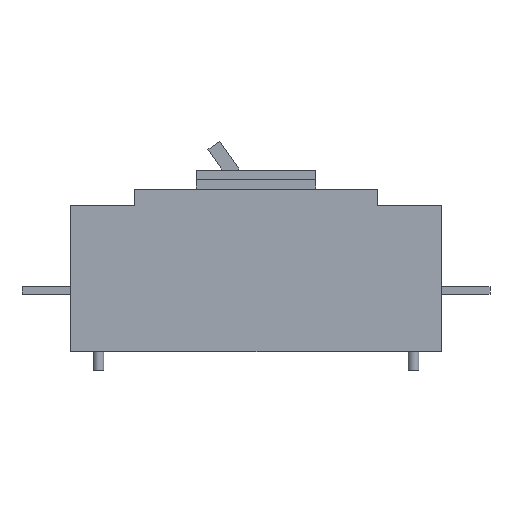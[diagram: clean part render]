
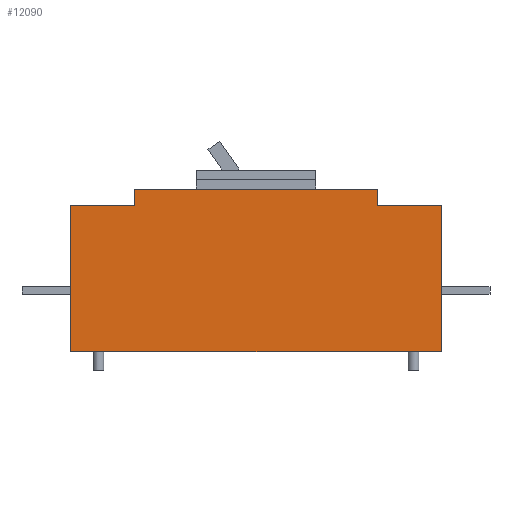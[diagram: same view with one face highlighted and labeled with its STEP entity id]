
A CAD part, left-side view. The second image highlights one B-rep face of the part: STEP entity #12090.
In plain terms, the highlighted planar face has unit normal (-1, 0, 0).
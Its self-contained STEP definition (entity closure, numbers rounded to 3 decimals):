
#11380=CARTESIAN_POINT('',(0.,118.166,0.));
#11390=DIRECTION('',(1.,-0.,0.));
#11400=DIRECTION('',(0.,0.,-1.));
#11410=AXIS2_PLACEMENT_3D('',#11380,#11390,#11400);
#11420=PLANE('',#11410);
#11430=CARTESIAN_POINT('',(0.,133.5,0.));
#11440=DIRECTION('',(0.,0.,-1.));
#11450=VECTOR('',#11440,1.);
#11460=LINE('',#11430,#11450);
#11470=CARTESIAN_POINT('',(0.,133.5,-24.));
#11480=VERTEX_POINT('',#11470);
#11490=CARTESIAN_POINT('',(0.,133.5,-31.));
#11500=VERTEX_POINT('',#11490);
#11510=EDGE_CURVE('',#11480,#11500,#11460,.T.);
#11520=ORIENTED_EDGE('',*,*,#11510,.T.);
#11530=CARTESIAN_POINT('',(0.,128.5,-24.));
#11540=DIRECTION('',(0.,1.,0.));
#11550=VECTOR('',#11540,1.);
#11560=LINE('',#11530,#11550);
#11570=CARTESIAN_POINT('',(0.,31.5,-24.));
#11580=VERTEX_POINT('',#11570);
#11590=EDGE_CURVE('',#11580,#11480,#11560,.T.);
#11600=ORIENTED_EDGE('',*,*,#11590,.T.);
#11610=CARTESIAN_POINT('',(0.,31.5,0.));
#11620=DIRECTION('',(0.,0.,-1.));
#11630=VECTOR('',#11620,1.);
#11640=LINE('',#11610,#11630);
#11650=CARTESIAN_POINT('',(0.,31.5,-31.));
#11660=VERTEX_POINT('',#11650);
#11670=EDGE_CURVE('',#11580,#11660,#11640,.T.);
#11680=ORIENTED_EDGE('',*,*,#11670,.F.);
#11690=CARTESIAN_POINT('',(0.,-5.,-31.));
#11700=DIRECTION('',(0.,-1.,0.));
#11710=VECTOR('',#11700,1.);
#11720=LINE('',#11690,#11710);
#11730=CARTESIAN_POINT('',(0.,5.,-31.));
#11740=VERTEX_POINT('',#11730);
#11750=EDGE_CURVE('',#11660,#11740,#11720,.T.);
#11760=ORIENTED_EDGE('',*,*,#11750,.F.);
#11770=CARTESIAN_POINT('',(0.,5.,0.));
#11780=DIRECTION('',(0.,0.,1.));
#11790=VECTOR('',#11780,1.);
#11800=LINE('',#11770,#11790);
#11810=CARTESIAN_POINT('',(0.,5.,-92.));
#11820=VERTEX_POINT('',#11810);
#11830=EDGE_CURVE('',#11820,#11740,#11800,.T.);
#11840=ORIENTED_EDGE('',*,*,#11830,.T.);
#11850=CARTESIAN_POINT('',(0.,0.,-92.));
#11860=DIRECTION('',(0.,1.,0.));
#11870=VECTOR('',#11860,1.);
#11880=LINE('',#11850,#11870);
#11890=CARTESIAN_POINT('',(0.,160.,-92.));
#11900=VERTEX_POINT('',#11890);
#11910=EDGE_CURVE('',#11820,#11900,#11880,.T.);
#11920=ORIENTED_EDGE('',*,*,#11910,.F.);
#11930=CARTESIAN_POINT('',(0.,160.,0.));
#11940=DIRECTION('',(0.,0.,1.));
#11950=VECTOR('',#11940,1.);
#11960=LINE('',#11930,#11950);
#11970=CARTESIAN_POINT('',(0.,160.,-31.));
#11980=VERTEX_POINT('',#11970);
#11990=EDGE_CURVE('',#11900,#11980,#11960,.T.);
#12000=ORIENTED_EDGE('',*,*,#11990,.F.);
#12010=CARTESIAN_POINT('',(0.,0.,-31.));
#12020=DIRECTION('',(0.,1.,0.));
#12030=VECTOR('',#12020,1.);
#12040=LINE('',#12010,#12030);
#12050=EDGE_CURVE('',#11500,#11980,#12040,.T.);
#12060=ORIENTED_EDGE('',*,*,#12050,.T.);
#12070=EDGE_LOOP('',(#12060,#12000,#11920,#11840,#11760,#11680,#11600,
#11520));
#12080=FACE_OUTER_BOUND('',#12070,.T.);
#12090=ADVANCED_FACE('',(#12080),#11420,.F.);
